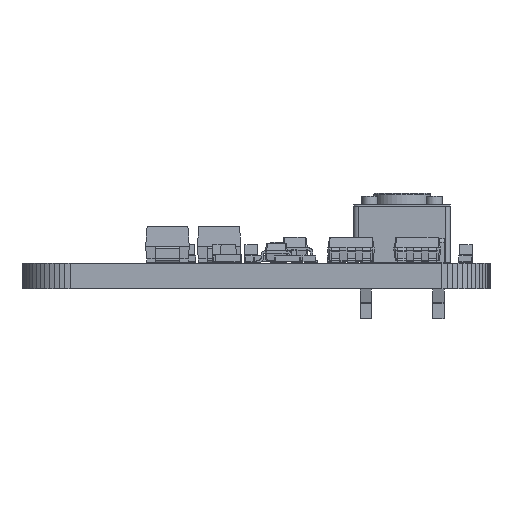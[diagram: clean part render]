
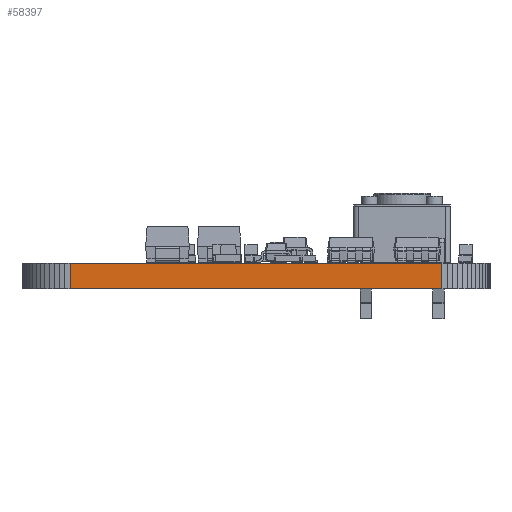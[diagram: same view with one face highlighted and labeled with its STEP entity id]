
A CAD part, left-side view. The second image highlights one B-rep face of the part: STEP entity #58397.
In plain terms, the highlighted planar face has unit normal (-1, -0.001, 0).
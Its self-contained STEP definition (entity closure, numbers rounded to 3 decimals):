
#44823 = PLANE('',#44824);
#44824 = AXIS2_PLACEMENT_3D('',#44825,#44826,#44827);
#44825 = CARTESIAN_POINT('',(103.898,-80.392,1.58));
#44826 = DIRECTION('',(-0.,-0.,-1.));
#44827 = DIRECTION('',(-1.,0.,0.));
#44877 = PLANE('',#44878);
#44878 = AXIS2_PLACEMENT_3D('',#44879,#44880,#44881);
#44879 = CARTESIAN_POINT('',(103.898,-80.392,0.));
#44880 = DIRECTION('',(-0.,-0.,-1.));
#44881 = DIRECTION('',(-1.,0.,0.));
#46190 = VERTEX_POINT('',#46191);
#46191 = CARTESIAN_POINT('',(63.91,-91.92,0.));
#46205 = PLANE('',#46206);
#46206 = AXIS2_PLACEMENT_3D('',#46207,#46208,#46209);
#46207 = CARTESIAN_POINT('',(63.931,-92.254,0.));
#46208 = DIRECTION('',(-0.998,-0.063,0.));
#46209 = DIRECTION('',(-0.063,0.998,0.));
#46217 = EDGE_CURVE('',#46190,#46218,#46220,.T.);
#46218 = VERTEX_POINT('',#46219);
#46219 = CARTESIAN_POINT('',(63.899,-68.86,0.));
#46220 = SURFACE_CURVE('',#46221,(#46225,#46232),.PCURVE_S1.);
#46221 = LINE('',#46222,#46223);
#46222 = CARTESIAN_POINT('',(63.91,-91.92,0.));
#46223 = VECTOR('',#46224,1.);
#46224 = DIRECTION('',(0.,1.,0.));
#46225 = PCURVE('',#44877,#46226);
#46226 = DEFINITIONAL_REPRESENTATION('',(#46227),#46231);
#46227 = LINE('',#46228,#46229);
#46228 = CARTESIAN_POINT('',(39.988,-11.528));
#46229 = VECTOR('',#46230,1.);
#46230 = DIRECTION('',(0.,1.));
#46231 = ( GEOMETRIC_REPRESENTATION_CONTEXT(2) 
PARAMETRIC_REPRESENTATION_CONTEXT() REPRESENTATION_CONTEXT('2D SPACE',''
  ) );
#46232 = PCURVE('',#46233,#46238);
#46233 = PLANE('',#46234);
#46234 = AXIS2_PLACEMENT_3D('',#46235,#46236,#46237);
#46235 = CARTESIAN_POINT('',(63.91,-91.92,0.));
#46236 = DIRECTION('',(-1.,0.,0.));
#46237 = DIRECTION('',(0.,1.,0.));
#46238 = DEFINITIONAL_REPRESENTATION('',(#46239),#46243);
#46239 = LINE('',#46240,#46241);
#46240 = CARTESIAN_POINT('',(0.,0.));
#46241 = VECTOR('',#46242,1.);
#46242 = DIRECTION('',(1.,0.));
#46243 = ( GEOMETRIC_REPRESENTATION_CONTEXT(2) 
PARAMETRIC_REPRESENTATION_CONTEXT() REPRESENTATION_CONTEXT('2D SPACE',''
  ) );
#46261 = PLANE('',#46262);
#46262 = AXIS2_PLACEMENT_3D('',#46263,#46264,#46265);
#46263 = CARTESIAN_POINT('',(63.899,-68.86,0.));
#46264 = DIRECTION('',(-0.998,0.06,0.));
#46265 = DIRECTION('',(0.06,0.998,0.));
#52888 = VERTEX_POINT('',#52889);
#52889 = CARTESIAN_POINT('',(63.91,-91.92,1.58));
#52910 = EDGE_CURVE('',#52888,#52911,#52913,.T.);
#52911 = VERTEX_POINT('',#52912);
#52912 = CARTESIAN_POINT('',(63.899,-68.86,1.58));
#52913 = SURFACE_CURVE('',#52914,(#52918,#52925),.PCURVE_S1.);
#52914 = LINE('',#52915,#52916);
#52915 = CARTESIAN_POINT('',(63.91,-91.92,1.58));
#52916 = VECTOR('',#52917,1.);
#52917 = DIRECTION('',(0.,1.,0.));
#52918 = PCURVE('',#44823,#52919);
#52919 = DEFINITIONAL_REPRESENTATION('',(#52920),#52924);
#52920 = LINE('',#52921,#52922);
#52921 = CARTESIAN_POINT('',(39.988,-11.528));
#52922 = VECTOR('',#52923,1.);
#52923 = DIRECTION('',(0.,1.));
#52924 = ( GEOMETRIC_REPRESENTATION_CONTEXT(2) 
PARAMETRIC_REPRESENTATION_CONTEXT() REPRESENTATION_CONTEXT('2D SPACE',''
  ) );
#52925 = PCURVE('',#46233,#52926);
#52926 = DEFINITIONAL_REPRESENTATION('',(#52927),#52931);
#52927 = LINE('',#52928,#52929);
#52928 = CARTESIAN_POINT('',(0.,-1.58));
#52929 = VECTOR('',#52930,1.);
#52930 = DIRECTION('',(1.,0.));
#52931 = ( GEOMETRIC_REPRESENTATION_CONTEXT(2) 
PARAMETRIC_REPRESENTATION_CONTEXT() REPRESENTATION_CONTEXT('2D SPACE',''
  ) );
#58347 = EDGE_CURVE('',#46218,#52911,#58348,.T.);
#58348 = SURFACE_CURVE('',#58349,(#58353,#58360),.PCURVE_S1.);
#58349 = LINE('',#58350,#58351);
#58350 = CARTESIAN_POINT('',(63.899,-68.86,0.));
#58351 = VECTOR('',#58352,1.);
#58352 = DIRECTION('',(0.,0.,1.));
#58353 = PCURVE('',#46261,#58354);
#58354 = DEFINITIONAL_REPRESENTATION('',(#58355),#58359);
#58355 = LINE('',#58356,#58357);
#58356 = CARTESIAN_POINT('',(0.,0.));
#58357 = VECTOR('',#58358,1.);
#58358 = DIRECTION('',(0.,-1.));
#58359 = ( GEOMETRIC_REPRESENTATION_CONTEXT(2) 
PARAMETRIC_REPRESENTATION_CONTEXT() REPRESENTATION_CONTEXT('2D SPACE',''
  ) );
#58360 = PCURVE('',#46233,#58361);
#58361 = DEFINITIONAL_REPRESENTATION('',(#58362),#58366);
#58362 = LINE('',#58363,#58364);
#58363 = CARTESIAN_POINT('',(23.06,0.));
#58364 = VECTOR('',#58365,1.);
#58365 = DIRECTION('',(0.,-1.));
#58366 = ( GEOMETRIC_REPRESENTATION_CONTEXT(2) 
PARAMETRIC_REPRESENTATION_CONTEXT() REPRESENTATION_CONTEXT('2D SPACE',''
  ) );
#58397 = ADVANCED_FACE('',(#58398),#46233,.T.);
#58398 = FACE_BOUND('',#58399,.T.);
#58399 = EDGE_LOOP('',(#58400,#58421,#58422,#58423));
#58400 = ORIENTED_EDGE('',*,*,#58401,.T.);
#58401 = EDGE_CURVE('',#46190,#52888,#58402,.T.);
#58402 = SURFACE_CURVE('',#58403,(#58407,#58414),.PCURVE_S1.);
#58403 = LINE('',#58404,#58405);
#58404 = CARTESIAN_POINT('',(63.91,-91.92,0.));
#58405 = VECTOR('',#58406,1.);
#58406 = DIRECTION('',(0.,0.,1.));
#58407 = PCURVE('',#46233,#58408);
#58408 = DEFINITIONAL_REPRESENTATION('',(#58409),#58413);
#58409 = LINE('',#58410,#58411);
#58410 = CARTESIAN_POINT('',(0.,0.));
#58411 = VECTOR('',#58412,1.);
#58412 = DIRECTION('',(0.,-1.));
#58413 = ( GEOMETRIC_REPRESENTATION_CONTEXT(2) 
PARAMETRIC_REPRESENTATION_CONTEXT() REPRESENTATION_CONTEXT('2D SPACE',''
  ) );
#58414 = PCURVE('',#46205,#58415);
#58415 = DEFINITIONAL_REPRESENTATION('',(#58416),#58420);
#58416 = LINE('',#58417,#58418);
#58417 = CARTESIAN_POINT('',(0.335,0.));
#58418 = VECTOR('',#58419,1.);
#58419 = DIRECTION('',(0.,-1.));
#58420 = ( GEOMETRIC_REPRESENTATION_CONTEXT(2) 
PARAMETRIC_REPRESENTATION_CONTEXT() REPRESENTATION_CONTEXT('2D SPACE',''
  ) );
#58421 = ORIENTED_EDGE('',*,*,#52910,.T.);
#58422 = ORIENTED_EDGE('',*,*,#58347,.F.);
#58423 = ORIENTED_EDGE('',*,*,#46217,.F.);
